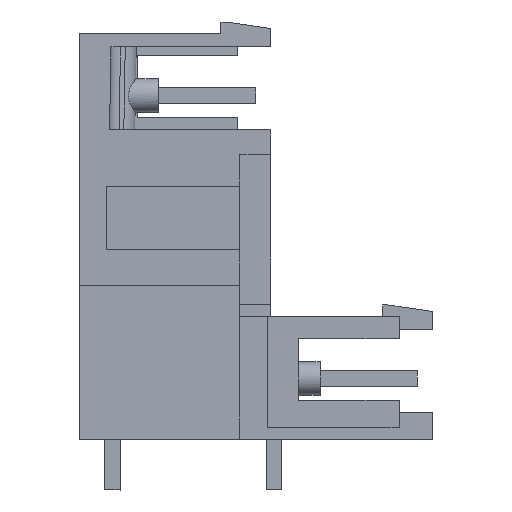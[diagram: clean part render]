
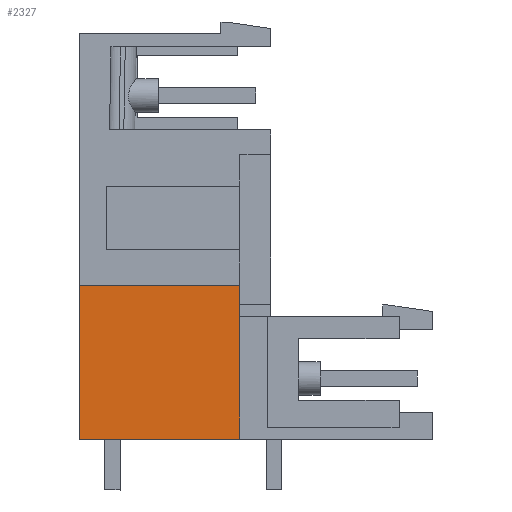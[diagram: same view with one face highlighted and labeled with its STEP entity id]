
A CAD part, left-side view. The second image highlights one B-rep face of the part: STEP entity #2327.
In plain terms, the highlighted planar face has unit normal (-1, 0, 0).
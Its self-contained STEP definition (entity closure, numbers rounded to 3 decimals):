
#2307=AXIS2_PLACEMENT_3D('Plane Axis2P3D',#2304,#2305,#2306) ;
#1110=CARTESIAN_POINT('Vertex',(1.54,12.1,3.2)) ;
#1113=CARTESIAN_POINT('Line Origine',(1.54,17.13,3.2)) ;
#1117=CARTESIAN_POINT('Vertex',(1.54,22.16,3.2)) ;
#2283=CARTESIAN_POINT('Line Origine',(1.54,22.16,8.025)) ;
#2287=CARTESIAN_POINT('Vertex',(1.54,22.16,12.85)) ;
#2304=CARTESIAN_POINT('Axis2P3D Location',(1.54,12.1,3.2)) ;
#2309=CARTESIAN_POINT('Line Origine',(1.54,12.1,8.025)) ;
#2313=CARTESIAN_POINT('Vertex',(1.54,12.1,12.85)) ;
#2316=CARTESIAN_POINT('Line Origine',(1.54,17.13,12.85)) ;
#1114=DIRECTION('Vector Direction',(0.,1.,0.)) ;
#2284=DIRECTION('Vector Direction',(0.,0.,1.)) ;
#2305=DIRECTION('Axis2P3D Direction',(-1.,0.,0.)) ;
#2306=DIRECTION('Axis2P3D XDirection',(0.,0.,1.)) ;
#2310=DIRECTION('Vector Direction',(0.,0.,1.)) ;
#2317=DIRECTION('Vector Direction',(0.,1.,0.)) ;
#1115=VECTOR('Line Direction',#1114,1.) ;
#2285=VECTOR('Line Direction',#2284,1.) ;
#2311=VECTOR('Line Direction',#2310,1.) ;
#2318=VECTOR('Line Direction',#2317,1.) ;
#2322=ORIENTED_EDGE('',*,*,#1119,.F.) ;
#2323=ORIENTED_EDGE('',*,*,#2315,.T.) ;
#2324=ORIENTED_EDGE('',*,*,#2320,.T.) ;
#2325=ORIENTED_EDGE('',*,*,#2289,.F.) ;
#2327=ADVANCED_FACE('HOUSING',(#2326),#2308,.T.) ;
#1119=EDGE_CURVE('',#1111,#1118,#1116,.T.) ;
#2289=EDGE_CURVE('',#1118,#2288,#2286,.T.) ;
#2315=EDGE_CURVE('',#1111,#2314,#2312,.T.) ;
#2320=EDGE_CURVE('',#2314,#2288,#2319,.T.) ;
#2321=EDGE_LOOP('',(#2322,#2323,#2324,#2325)) ;
#2326=FACE_OUTER_BOUND('',#2321,.T.) ;
#1116=LINE('Line',#1113,#1115) ;
#2286=LINE('Line',#2283,#2285) ;
#2312=LINE('Line',#2309,#2311) ;
#2319=LINE('Line',#2316,#2318) ;
#2308=PLANE('',#2307) ;
#1111=VERTEX_POINT('',#1110) ;
#1118=VERTEX_POINT('',#1117) ;
#2288=VERTEX_POINT('',#2287) ;
#2314=VERTEX_POINT('',#2313) ;
